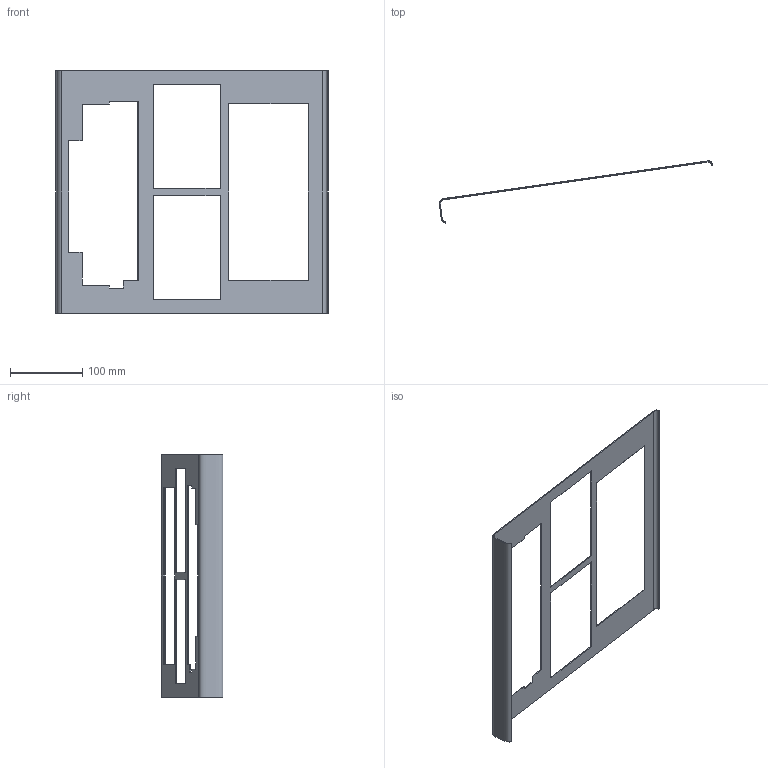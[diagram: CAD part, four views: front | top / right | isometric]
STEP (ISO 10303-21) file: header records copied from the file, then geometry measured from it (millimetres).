
FILE_DESCRIPTION(/* description */ (''),/* implementation_level */ '2;1');
FILE_NAME(/* name */ 'Sheet Metal Top Panel.step',/* time_stamp */ '2023-02-23T10:45:37-05:00',/* author */ (''),/* organization */ (''),/* preprocessor_version */ 'ST-DEVELOPER v19.2',/* originating_system */ 'Autodesk Translation Framework v11.17.0.187',/* authorisation */ '');
FILE_SCHEMA (('AUTOMOTIVE_DESIGN { 1 0 10303 214 3 1 1 }'));
Length unit declared in the file: millimetre
Products named in the file (1): Sheet Metal Top Panel
Bounding box: 378.36 x 85.79 x 336.55 mm (x, y, z)
Volume: 75765.8 mm3; surface area: 130829.3 mm2
Topology: 1 solids, 1 shells, 36 faces, 102 edges, 68 vertices
Faces by surface type: plane 32, bspline 4
Entity records: 1586 total; most frequent: CARTESIAN_POINT 619, ORIENTED_EDGE 204, DIRECTION 160, EDGE_CURVE 102, LINE 94, VECTOR 94, VERTEX_POINT 68, EDGE_LOOP 44
